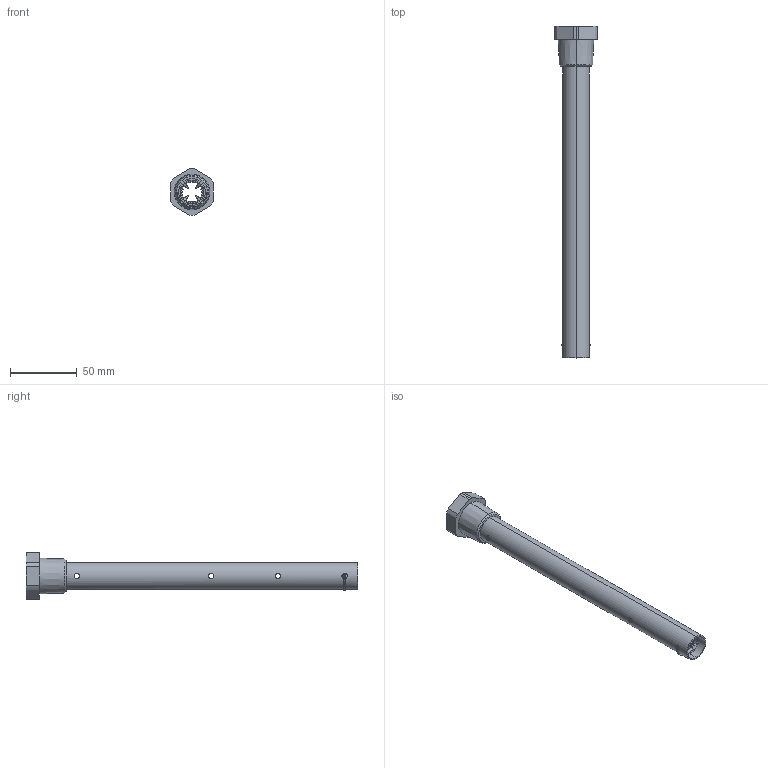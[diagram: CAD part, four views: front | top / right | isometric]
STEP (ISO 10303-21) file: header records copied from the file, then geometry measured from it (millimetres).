
FILE_DESCRIPTION (( 'STEP AP214' ), '1' );
FILE_NAME ('GWR-C240.STEP', '2020-05-20T16:22:58', ( '' ), ( '' ), 'SwSTEP 2.0', 'SolidWorks 2017', '' );
FILE_SCHEMA (( 'AUTOMOTIVE_DESIGN' ));
Length unit declared in the file: inch
Products named in the file (1): GWR-C240
Bounding box: 32 x 249 x 34.99 mm (x, y, z)
Volume: 23622.7 mm3; surface area: 33019.1 mm2
Topology: 1 solids, 1 shells, 134 faces, 373 edges, 235 vertices
Faces by surface type: cylinder 78, plane 32, bspline 12, cone 12
Entity records: 5739 total; most frequent: CARTESIAN_POINT 2333, ORIENTED_EDGE 746, DIRECTION 661, EDGE_CURVE 373, AXIS2_PLACEMENT_3D 259, VERTEX_POINT 235, EDGE_LOOP 158, LINE 143
